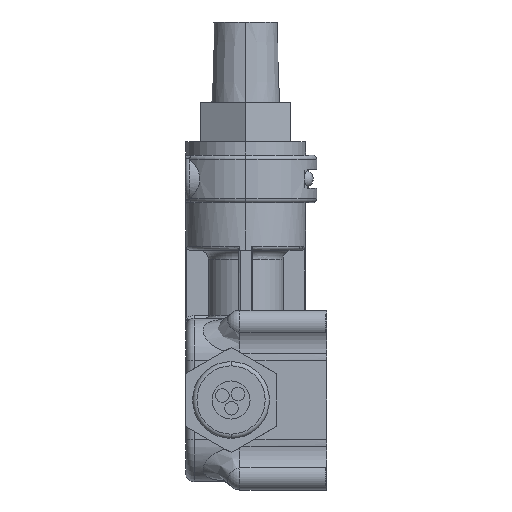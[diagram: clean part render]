
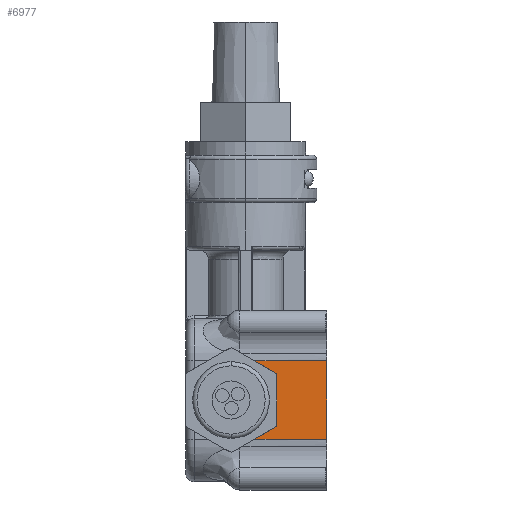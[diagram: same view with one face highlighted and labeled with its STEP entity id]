
A CAD part, left-side view. The second image highlights one B-rep face of the part: STEP entity #6977.
In plain terms, the highlighted planar face has unit normal (-1, 0, 0).
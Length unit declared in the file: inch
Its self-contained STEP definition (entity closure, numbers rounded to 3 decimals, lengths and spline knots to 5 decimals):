
#320 = VECTOR ( 'NONE', #9173, 39.37008 ) ;
#398 = VERTEX_POINT ( 'NONE', #7771 ) ;
#517 = EDGE_CURVE ( 'NONE', #7135, #398, #3501, .T. ) ;
#544 = CARTESIAN_POINT ( 'NONE',  ( -1.285, 1.04, -0.29 ) ) ;
#811 = AXIS2_PLACEMENT_3D ( 'NONE', #1463, #8649, #3066 ) ;
#901 = EDGE_CURVE ( 'NONE', #5061, #5687, #1871, .T. ) ;
#906 = DIRECTION ( 'NONE',  ( 0., 0., 1. ) ) ;
#1253 = CARTESIAN_POINT ( 'NONE',  ( -1.285, 0.705, -0.38682 ) ) ;
#1340 = EDGE_CURVE ( 'NONE', #5687, #7063, #9216, .T. ) ;
#1463 = CARTESIAN_POINT ( 'NONE',  ( -1.285, 1.04, -0.6025 ) ) ;
#1776 = EDGE_CURVE ( 'NONE', #5061, #7135, #4473, .T. ) ;
#1871 = LINE ( 'NONE', #1253, #5761 ) ;
#2060 = VERTEX_POINT ( 'NONE', #4204 ) ;
#2178 = VECTOR ( 'NONE', #3272, 39.37008 ) ;
#2597 = ORIENTED_EDGE ( 'NONE', *, *, #5265, .F. ) ;
#2652 = CARTESIAN_POINT ( 'NONE',  ( -1.285, 0., -0.29 ) ) ;
#2681 = VECTOR ( 'NONE', #7802, 39.37008 ) ;
#2978 = EDGE_LOOP ( 'NONE', ( #8715, #3907, #3075, #3920, #2597, #6368 ) ) ;
#3066 = DIRECTION ( 'NONE',  ( 0., 0., -1. ) ) ;
#3075 = ORIENTED_EDGE ( 'NONE', *, *, #517, .T. ) ;
#3272 = DIRECTION ( 'NONE',  ( 0., 0.866, 0.5 ) ) ;
#3478 = CARTESIAN_POINT ( 'NONE',  ( -1.285, 0.37, -0.19341 ) ) ;
#3501 = LINE ( 'NONE', #6611, #4920 ) ;
#3626 = DIRECTION ( 'NONE',  ( 0., -0.866, 0.5 ) ) ;
#3907 = ORIENTED_EDGE ( 'NONE', *, *, #1776, .T. ) ;
#3920 = ORIENTED_EDGE ( 'NONE', *, *, #9665, .T. ) ;
#4204 = CARTESIAN_POINT ( 'NONE',  ( -1.285, 0.53729, 0.29 ) ) ;
#4473 = LINE ( 'NONE', #544, #9730 ) ;
#4920 = VECTOR ( 'NONE', #906, 39.37008 ) ;
#5061 = VERTEX_POINT ( 'NONE', #6038 ) ;
#5265 = EDGE_CURVE ( 'NONE', #7063, #2060, #7835, .T. ) ;
#5687 = VERTEX_POINT ( 'NONE', #3478 ) ;
#5761 = VECTOR ( 'NONE', #3626, 39.37008 ) ;
#6038 = CARTESIAN_POINT ( 'NONE',  ( -1.285, 0.53729, -0.29 ) ) ;
#6368 = ORIENTED_EDGE ( 'NONE', *, *, #1340, .F. ) ;
#6611 = CARTESIAN_POINT ( 'NONE',  ( -1.285, 0., -0.6025 ) ) ;
#6903 = CARTESIAN_POINT ( 'NONE',  ( -1.285, 0.37, 0.19341 ) ) ;
#6925 = LINE ( 'NONE', #7850, #2681 ) ;
#6977 = ADVANCED_FACE ( 'NONE', ( #10196 ), #7677, .F. ) ;
#7063 = VERTEX_POINT ( 'NONE', #6903 ) ;
#7135 = VERTEX_POINT ( 'NONE', #2652 ) ;
#7677 = PLANE ( 'NONE',  #811 ) ;
#7771 = CARTESIAN_POINT ( 'NONE',  ( -1.285, 0., 0.29 ) ) ;
#7802 = DIRECTION ( 'NONE',  ( 0., 1., 0. ) ) ;
#7835 = LINE ( 'NONE', #9523, #2178 ) ;
#7850 = CARTESIAN_POINT ( 'NONE',  ( -1.285, 1.04, 0.29 ) ) ;
#8307 = CARTESIAN_POINT ( 'NONE',  ( -1.285, 0.37, -0.19341 ) ) ;
#8649 = DIRECTION ( 'NONE',  ( 1., 0., 0. ) ) ;
#8715 = ORIENTED_EDGE ( 'NONE', *, *, #901, .F. ) ;
#9173 = DIRECTION ( 'NONE',  ( 0., 0., 1. ) ) ;
#9216 = LINE ( 'NONE', #8307, #320 ) ;
#9523 = CARTESIAN_POINT ( 'NONE',  ( -1.285, 0.37, 0.19341 ) ) ;
#9665 = EDGE_CURVE ( 'NONE', #398, #2060, #6925, .T. ) ;
#9730 = VECTOR ( 'NONE', #9997, 39.37008 ) ;
#9997 = DIRECTION ( 'NONE',  ( 0., -1., 0. ) ) ;
#10196 = FACE_OUTER_BOUND ( 'NONE', #2978, .T. ) ;
